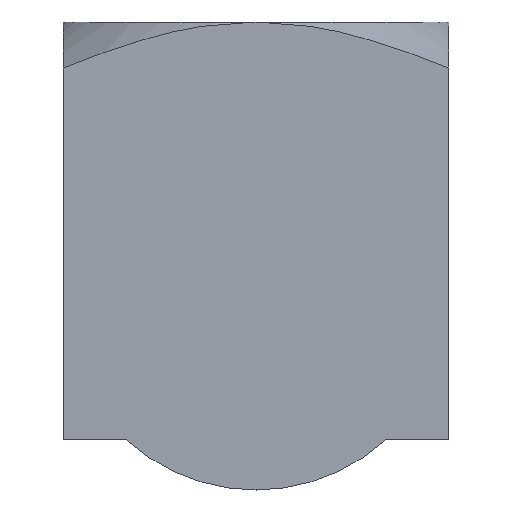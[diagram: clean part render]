
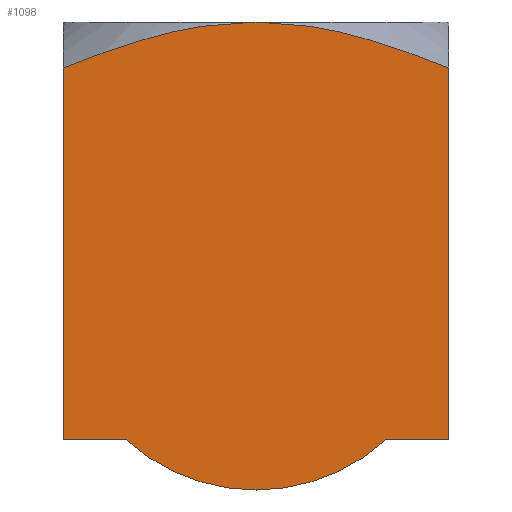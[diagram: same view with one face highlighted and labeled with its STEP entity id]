
A CAD part, left-side view. The second image highlights one B-rep face of the part: STEP entity #1098.
In plain terms, the highlighted planar face has unit normal (-1, 0, 0).
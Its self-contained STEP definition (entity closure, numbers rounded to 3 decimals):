
#22=(
BOUNDED_CURVE()
B_SPLINE_CURVE(2,(#8739,#8740,#8741),.UNSPECIFIED.,.F.,.F.)
B_SPLINE_CURVE_WITH_KNOTS((3,3),(142.448,207.684),
 .UNSPECIFIED.)
CURVE()
GEOMETRIC_REPRESENTATION_ITEM()
RATIONAL_B_SPLINE_CURVE((5.496,5.496,4.553))
REPRESENTATION_ITEM('')
);
#23=(
BOUNDED_CURVE()
B_SPLINE_CURVE(2,(#8743,#8744,#8745),.UNSPECIFIED.,.F.,.F.)
B_SPLINE_CURVE_WITH_KNOTS((3,3),(77.212,142.448),
 .UNSPECIFIED.)
CURVE()
GEOMETRIC_REPRESENTATION_ITEM()
RATIONAL_B_SPLINE_CURVE((4.553,5.496,5.496))
REPRESENTATION_ITEM('')
);
#40=PLANE('',#1174);
#64=LINE('',#8619,#114);
#71=LINE('',#8640,#121);
#77=LINE('',#8736,#127);
#78=LINE('',#8746,#128);
#114=VECTOR('',#1293,1000.);
#121=VECTOR('',#1314,1000.);
#127=VECTOR('',#1336,1000.);
#128=VECTOR('',#1339,1000.);
#155=CIRCLE('',#1161,12.7);
#157=CIRCLE('',#1164,12.7);
#245=FACE_OUTER_BOUND('',#307,.T.);
#307=EDGE_LOOP('',(#911,#912,#913,#914,#915,#916,#917,#918));
#497=VERTEX_POINT('',#8615);
#499=VERTEX_POINT('',#8618);
#502=VERTEX_POINT('',#8626);
#504=VERTEX_POINT('',#8632);
#506=VERTEX_POINT('',#8638);
#515=VERTEX_POINT('',#8732);
#516=VERTEX_POINT('',#8738);
#517=VERTEX_POINT('',#8742);
#635=EDGE_CURVE('',#499,#497,#64,.T.);
#640=EDGE_CURVE('',#497,#502,#155,.T.);
#643=EDGE_CURVE('',#502,#504,#157,.T.);
#646=EDGE_CURVE('',#504,#506,#71,.T.);
#661=EDGE_CURVE('',#506,#515,#77,.T.);
#662=EDGE_CURVE('',#515,#516,#22,.F.);
#663=EDGE_CURVE('',#516,#517,#23,.F.);
#664=EDGE_CURVE('',#499,#517,#78,.T.);
#911=ORIENTED_EDGE('',*,*,#661,.T.);
#912=ORIENTED_EDGE('',*,*,#662,.T.);
#913=ORIENTED_EDGE('',*,*,#663,.T.);
#914=ORIENTED_EDGE('',*,*,#664,.F.);
#915=ORIENTED_EDGE('',*,*,#635,.T.);
#916=ORIENTED_EDGE('',*,*,#640,.T.);
#917=ORIENTED_EDGE('',*,*,#643,.T.);
#918=ORIENTED_EDGE('',*,*,#646,.T.);
#1098=ADVANCED_FACE('',(#245),#40,.T.);
#1161=AXIS2_PLACEMENT_3D('',#8628,#1301,#1302);
#1164=AXIS2_PLACEMENT_3D('',#8634,#1308,#1309);
#1174=AXIS2_PLACEMENT_3D('',#8737,#1337,#1338);
#1293=DIRECTION('',(0.,0.,1.));
#1301=DIRECTION('center_axis',(-1.,0.,0.));
#1302=DIRECTION('ref_axis',(0.,-1.,0.));
#1308=DIRECTION('center_axis',(-1.,0.,0.));
#1309=DIRECTION('ref_axis',(0.,-1.,0.));
#1314=DIRECTION('',(0.,0.,1.));
#1336=DIRECTION('',(0.,1.,0.));
#1337=DIRECTION('center_axis',(-1.,0.,0.));
#1338=DIRECTION('ref_axis',(0.,0.,
1.));
#1339=DIRECTION('',(0.,1.,0.));
#8615=CARTESIAN_POINT('',(-15.144,-4.954,-8.542));
#8618=CARTESIAN_POINT('',(-15.144,-4.954,-12.7));
#8619=CARTESIAN_POINT('',(-15.144,-4.954,12.7));
#8626=CARTESIAN_POINT('',(-15.144,-8.256,0.));
#8628=CARTESIAN_POINT('Origin',(-15.144,4.444,0.));
#8632=CARTESIAN_POINT('',(-15.144,-4.954,8.542));
#8634=CARTESIAN_POINT('Origin',(-15.144,4.444,0.));
#8638=CARTESIAN_POINT('',(-15.144,-4.954,12.7));
#8640=CARTESIAN_POINT('',(-15.144,-4.954,12.7));
#8732=CARTESIAN_POINT('',(-15.144,19.569,12.7));
#8736=CARTESIAN_POINT('',(-15.144,-6.954,12.7));
#8737=CARTESIAN_POINT('Origin',(-15.144,-6.954,12.7));
#8738=CARTESIAN_POINT('',(-15.144,22.606,0.));
#8739=CARTESIAN_POINT('Ctrl Pts',(-15.144,22.606,0.));
#8740=CARTESIAN_POINT('Ctrl Pts',(-15.144,22.606,5.261));
#8741=CARTESIAN_POINT('Ctrl Pts',(-15.144,19.569,12.7));
#8742=CARTESIAN_POINT('',(-15.144,19.569,-12.7));
#8743=CARTESIAN_POINT('Ctrl Pts',(-15.144,19.569,-12.7));
#8744=CARTESIAN_POINT('Ctrl Pts',(-15.144,22.606,-5.261));
#8745=CARTESIAN_POINT('Ctrl Pts',(-15.144,22.606,0.));
#8746=CARTESIAN_POINT('',(-15.144,-11.954,-12.7));
